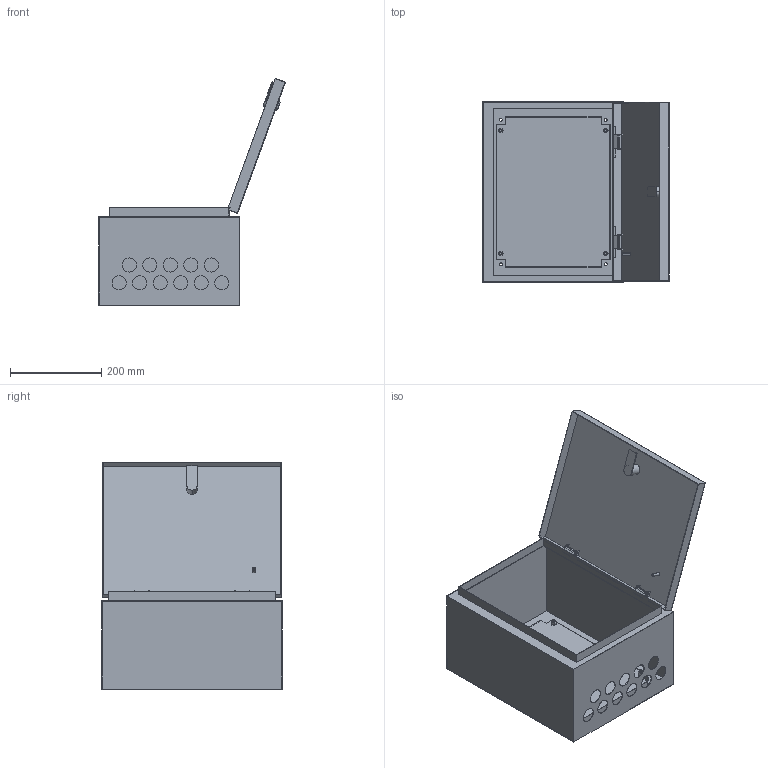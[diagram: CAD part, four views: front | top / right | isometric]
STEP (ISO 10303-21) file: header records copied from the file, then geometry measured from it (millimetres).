
FILE_DESCRIPTION (( 'STEP AP214' ), '1' );
FILE_NAME ('SHMP-1-0 IP54 (Robot).STEP', '2017-05-31T05:20:07', ( '' ), ( '' ), 'SwSTEP 2.0', 'SolidWorks 2014', '' );
FILE_SCHEMA (( 'AUTOMOTIVE_DESIGN' ));
Length unit declared in the file: millimetre
Products named in the file (5): Mont.Panel_1; Obolochka_SHMP_1; Gaika_6; Dver_1; SHMP-1-0 IP54 (Robot)
Assembly tree (7 placements, depth 2):
  SHMP-1-0 IP54 (Robot)
    Obolochka_SHMP_1
    Mont.Panel_1
    Dver_1
    Gaika_6  x4
Bounding box: 409.85 x 395 x 498.46 mm (x, y, z)
Volume: 704894.6 mm3; surface area: 1382811.7 mm2
Topology: 13 solids, 13 shells, 250 faces, 619 edges, 408 vertices
Faces by surface type: plane 148, cylinder 88, cone 14
Entity records: 6939 total; most frequent: DIRECTION 1187, CARTESIAN_POINT 1137, ORIENTED_EDGE 1094, EDGE_CURVE 547, AXIS2_PLACEMENT_3D 410, VECTOR 367, LINE 367, VERTEX_POINT 360
